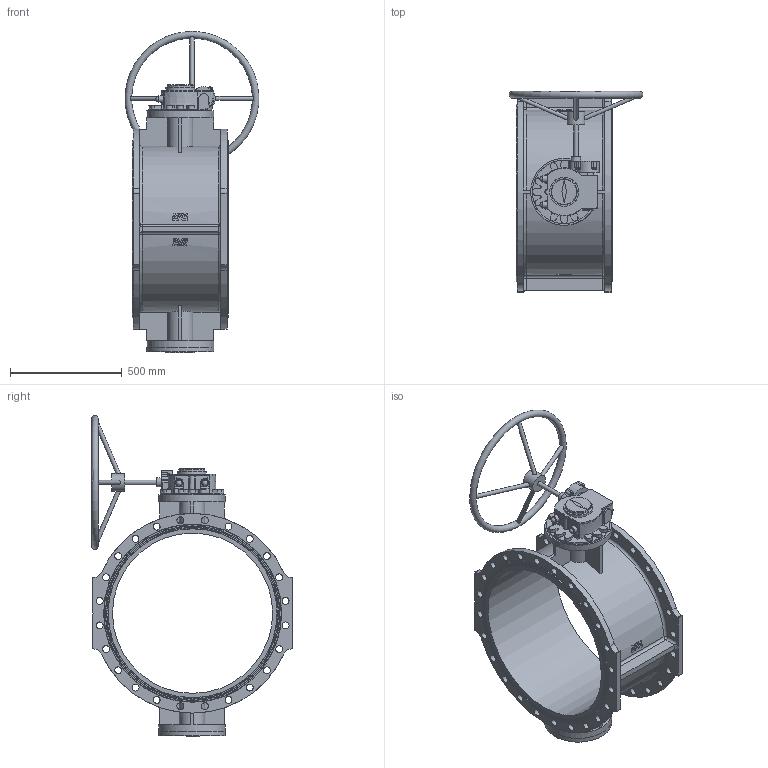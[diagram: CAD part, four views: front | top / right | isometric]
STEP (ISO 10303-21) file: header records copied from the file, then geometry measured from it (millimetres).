
FILE_DESCRIPTION (( 'STEP AP203' ), '1' );
FILE_NAME ('O_756_106_DN700_0XX_AA0_step.step', '2016-03-09T10:08:06', ( 'Windows User' ), ( 'AVK' ), 'SwSTEP 2.0', 'SolidWorks 2012', '' );
FILE_SCHEMA (( 'CONFIG_CONTROL_DESIGN' ));
Length unit declared in the file: millimetre
Products named in the file (1): O_756_106_DN700_0XX_AA0_step
Bounding box: 599.92 x 900.48 x 1438.46 mm (x, y, z)
Volume: 41164321.5 mm3; surface area: 3971438.7 mm2
Topology: 1 solids, 1 shells, 754 faces, 2144 edges, 1421 vertices
Faces by surface type: plane 256, bspline 241, cylinder 202, cone 25, torus 20, sphere 10
Full cylindrical faces by diameter (mm): 18 x4, 20 x1, 30 x2, 31 x48, 80 x1, 116 x1, 300 x3, 718 x1, 794 x2
Entity records: 31005 total; most frequent: CARTESIAN_POINT 13983, ORIENTED_EDGE 3980, DIRECTION 2585, EDGE_CURVE 1990, VERTEX_POINT 1362, EDGE_LOOP 982, AXIS2_PLACEMENT_3D 973, B_SPLINE_CURVE_WITH_KNOTS 861
